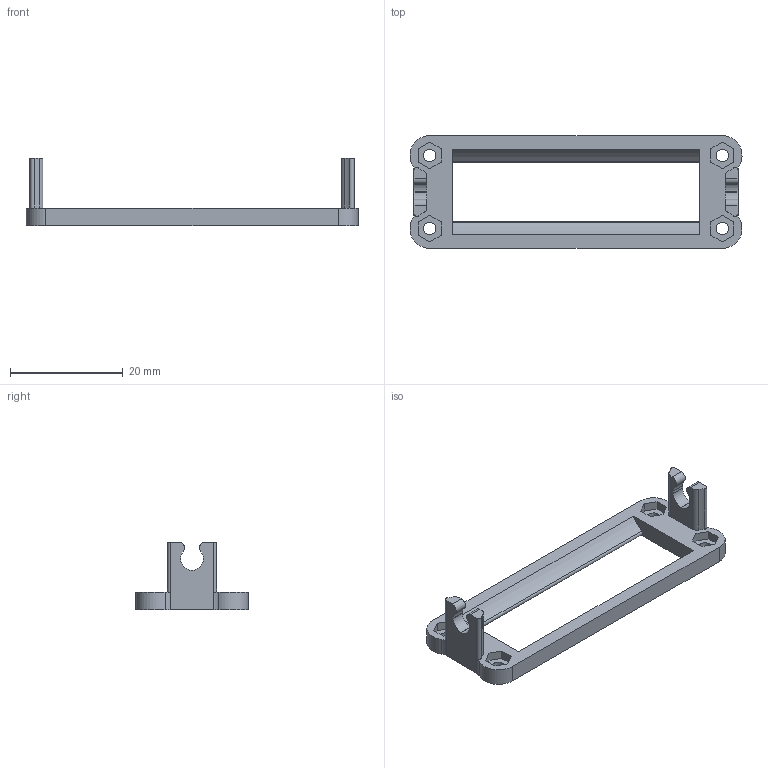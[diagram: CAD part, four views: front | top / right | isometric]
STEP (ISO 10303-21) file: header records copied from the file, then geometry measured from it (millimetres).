
FILE_DESCRIPTION(/* description */ (''),/* implementation_level */ '2;1');
FILE_NAME(/* name */ 'Scrollwheel Holder.step',/* time_stamp */ '2023-07-16T09:49:07+01:00',/* author */ (''),/* organization */ (''),/* preprocessor_version */ 'ST-DEVELOPER v19.2',/* originating_system */ 'Autodesk Translation Framework v12.6.0.85',/* authorisation */ '');
FILE_SCHEMA (('AUTOMOTIVE_DESIGN { 1 0 10303 214 3 1 1 }'));
Length unit declared in the file: millimetre
Products named in the file (1): Scrollwheel Holder
Bounding box: 59 x 20 x 12 mm (x, y, z)
Volume: 2029.3 mm3; surface area: 2511.7 mm2
Topology: 1 solids, 1 shells, 88 faces, 246 edges, 164 vertices
Faces by surface type: plane 48, cylinder 40
Full cylindrical faces by diameter (mm): 2.2 x4
Entity records: 2914 total; most frequent: DIRECTION 508, CARTESIAN_POINT 499, ORIENTED_EDGE 492, EDGE_CURVE 246, AXIS2_PLACEMENT_3D 173, VERTEX_POINT 164, LINE 162, VECTOR 162
